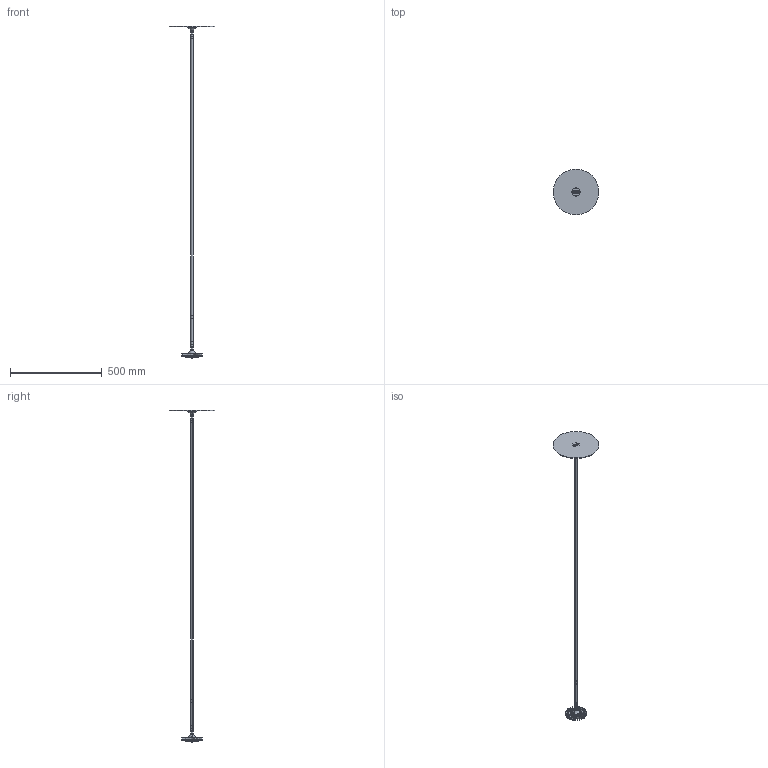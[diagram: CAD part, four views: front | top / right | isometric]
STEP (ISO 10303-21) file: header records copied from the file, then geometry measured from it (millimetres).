
FILE_DESCRIPTION (( 'STEP AP214' ), '1' );
FILE_NAME ('073FM_100.STEP', '2024-01-16T10:01:02', ( '' ), ( '' ), 'SwSTEP 2.0', 'SolidWorks 2014', '' );
FILE_SCHEMA (( 'AUTOMOTIVE_DESIGN' ));
Length unit declared in the file: millimetre
Products named in the file (22): 073FM_001; vite_tsp_EI_m6x10; 062FM_002; EA_SCHEDA_LED_CL386_D70_17W; 073FM_003; 073FM_002; 073FM_100; Tige M10 x 1 x 20; 073FM_004
Assembly tree (13 placements, depth 2):
  vite_tsp_EI_m6x10
  EA_SCHEDA_LED_CL386_D70_17W
  073FM_003
  062FM_002
  073FM_100
    073FM_002
    073FM_004
    062FM_002  x2
    073FM_001
    vite_tsp_EI_m6x10  x4
    EA_SCHEDA_LED_CL386_D70_17W
    073FM_003
    Tige M10 x 1 x 20  x2
Bounding box: 250 x 250 x 1809.01 mm (x, y, z)
Volume: 389564.4 mm3; surface area: 299423.4 mm2
Topology: 14 solids, 14 shells, 881 faces, 2260 edges, 1460 vertices
Faces by surface type: plane 633, cylinder 120, cone 84, torus 44
Entity records: 24171 total; most frequent: CARTESIAN_POINT 4222, ORIENTED_EDGE 4028, DIRECTION 3834, EDGE_CURVE 2014, LINE 1742, VECTOR 1742, VERTEX_POINT 1316, AXIS2_PLACEMENT_3D 1046
